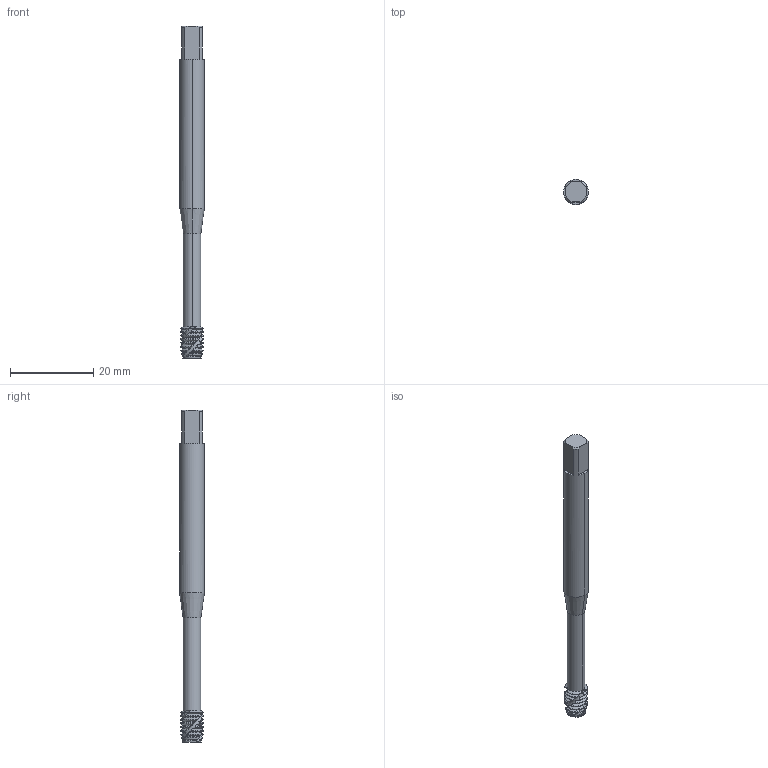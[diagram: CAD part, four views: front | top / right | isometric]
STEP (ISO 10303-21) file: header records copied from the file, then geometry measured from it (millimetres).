
FILE_DESCRIPTION(('no description'),'unknown implementation level');
FILE_NAME('solidlrW57HzjVLXnhOxybGc2kzfB834_1.STP',' ',('CIM GmbH Aachen'),('CADClick - KiM GmbH - www.kimweb.de'),'unknown preprocess','ACIS','unknown authorization');
FILE_SCHEMA(('automotive_design'));
Length unit declared in the file: millimetre
Products named in the file (2): 1; 2
Bounding box: 6 x 6 x 80 mm (x, y, z)
Volume: 1792.1 mm3; surface area: 1645.6 mm2
Topology: 2 solids, 2 shells, 207 faces, 578 edges, 375 vertices
Faces by surface type: cone 100, cylinder 81, plane 17, bspline 6, revolution 3
Entity records: 16598 total; most frequent: CARTESIAN_POINT 5132, STYLED_ITEM 1162, PRESENTATION_STYLE_ASSIGNMENT 1162, COLOUR_RGB 1162, ORIENTED_EDGE 1156, DIRECTION 952, EDGE_CURVE 578, CURVE_STYLE 578
